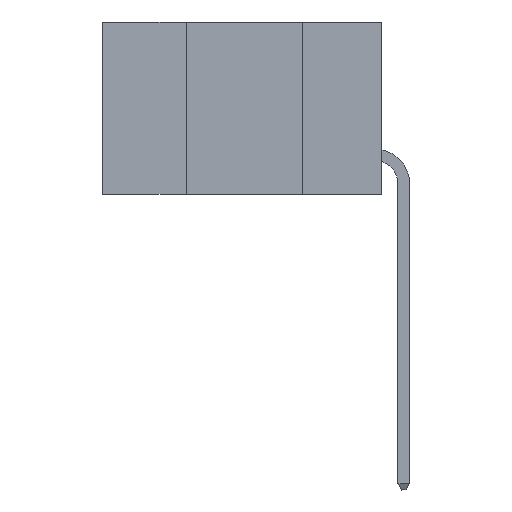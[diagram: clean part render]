
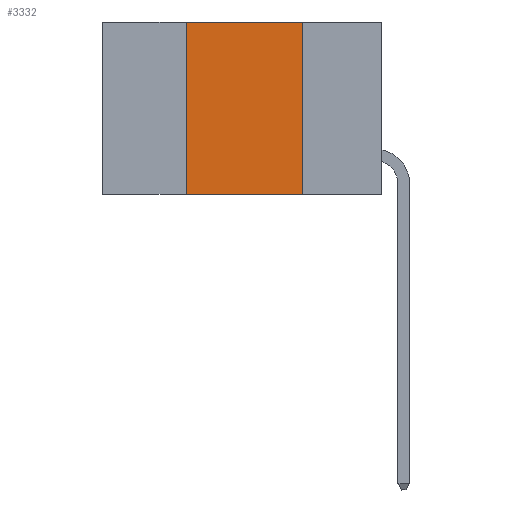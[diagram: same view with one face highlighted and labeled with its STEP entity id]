
A CAD part, left-side view. The second image highlights one B-rep face of the part: STEP entity #3332.
In plain terms, the highlighted planar face has unit normal (-1, 0, 0).
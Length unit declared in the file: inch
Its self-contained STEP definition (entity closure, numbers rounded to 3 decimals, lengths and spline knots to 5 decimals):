
#194 = CARTESIAN_POINT ( 'NONE',  ( 0., 0.42, 0. ) ) ;
#333 = FACE_OUTER_BOUND ( 'NONE', #13496, .T. ) ;
#854 = CARTESIAN_POINT ( 'NONE',  ( 0., 0.17, -0.37 ) ) ;
#857 = DIRECTION ( 'NONE',  ( 0., -1., 0. ) ) ;
#1178 = CARTESIAN_POINT ( 'NONE',  ( 0., 0.17, 0. ) ) ;
#1983 = CARTESIAN_POINT ( 'NONE',  ( 0., 0.17, 0. ) ) ;
#2613 = DIRECTION ( 'NONE',  ( 1., 0., 0. ) ) ;
#3332 = ADVANCED_FACE ( 'NONE', ( #333 ), #9606, .F. ) ;
#3872 = DIRECTION ( 'NONE',  ( 0., 0., 1. ) ) ;
#4307 = VERTEX_POINT ( 'NONE', #1983 ) ;
#4681 = VECTOR ( 'NONE', #857, 39.37008 ) ;
#4853 = CARTESIAN_POINT ( 'NONE',  ( 0., 0.6, 0. ) ) ;
#4855 = ORIENTED_EDGE ( 'NONE', *, *, #18088, .T. ) ;
#5335 = LINE ( 'NONE', #4853, #4681 ) ;
#5873 = VERTEX_POINT ( 'NONE', #194 ) ;
#5885 = VECTOR ( 'NONE', #3872, 39.37008 ) ;
#6183 = VERTEX_POINT ( 'NONE', #854 ) ;
#6225 = DIRECTION ( 'NONE',  ( 0., -1., 0. ) ) ;
#6340 = CARTESIAN_POINT ( 'NONE',  ( 0., 0.6, -0.37 ) ) ;
#6840 = AXIS2_PLACEMENT_3D ( 'NONE', #10993, #2613, #12497 ) ;
#6853 = DIRECTION ( 'NONE',  ( 0., 0., -1. ) ) ;
#8731 = EDGE_CURVE ( 'NONE', #5873, #4307, #5335, .T. ) ;
#8970 = LINE ( 'NONE', #15268, #5885 ) ;
#9606 = PLANE ( 'NONE',  #6840 ) ;
#10993 = CARTESIAN_POINT ( 'NONE',  ( 0., 0.6, 0. ) ) ;
#11174 = VECTOR ( 'NONE', #6225, 39.37008 ) ;
#11180 = ORIENTED_EDGE ( 'NONE', *, *, #13556, .F. ) ;
#11403 = LINE ( 'NONE', #6340, #11174 ) ;
#11821 = ORIENTED_EDGE ( 'NONE', *, *, #14192, .F. ) ;
#11889 = VERTEX_POINT ( 'NONE', #17501 ) ;
#12497 = DIRECTION ( 'NONE',  ( 0., 0., -1. ) ) ;
#12894 = ORIENTED_EDGE ( 'NONE', *, *, #8731, .F. ) ;
#13496 = EDGE_LOOP ( 'NONE', ( #11180, #12894, #11821, #4855 ) ) ;
#13556 = EDGE_CURVE ( 'NONE', #4307, #6183, #13616, .T. ) ;
#13616 = LINE ( 'NONE', #1178, #17152 ) ;
#14192 = EDGE_CURVE ( 'NONE', #11889, #5873, #8970, .T. ) ;
#15268 = CARTESIAN_POINT ( 'NONE',  ( 0., 0.42, 0. ) ) ;
#17152 = VECTOR ( 'NONE', #6853, 39.37008 ) ;
#17501 = CARTESIAN_POINT ( 'NONE',  ( 0., 0.42, -0.37 ) ) ;
#18088 = EDGE_CURVE ( 'NONE', #11889, #6183, #11403, .T. ) ;
